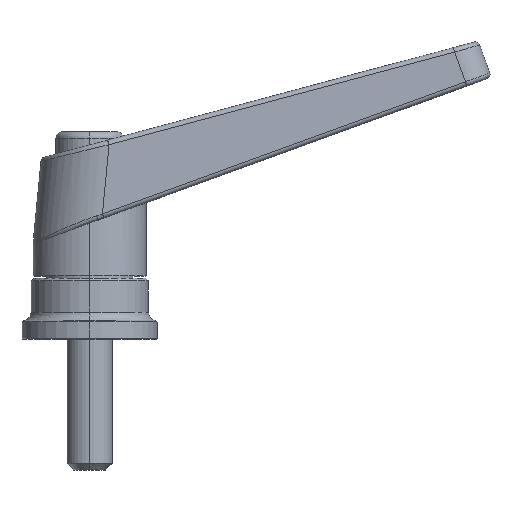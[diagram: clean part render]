
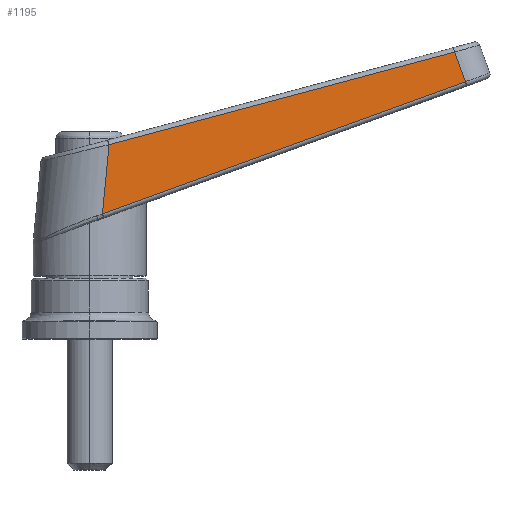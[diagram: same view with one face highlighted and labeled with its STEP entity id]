
A CAD part, top view. The second image highlights one B-rep face of the part: STEP entity #1195.
In plain terms, the highlighted planar face has unit normal (0.088, 0, 0.996).
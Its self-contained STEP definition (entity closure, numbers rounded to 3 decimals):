
#443=VERTEX_POINT('NONE',#1278);
#613=EDGE_CURVE('NONE',#1235,#443,#1464,.T.);
#661=EDGE_CURVE('NONE',#443,#1061,#1515,.T.);
#705=EDGE_CURVE('NONE',#1061,#819,#1564,.T.);
#819=VERTEX_POINT('NONE',#1690);
#1061=VERTEX_POINT('NONE',#1967);
#1195=ADVANCED_FACE('NONE',(#2117),#2118,.F.);
#1235=VERTEX_POINT('NONE',#2163);
#1245=EDGE_CURVE('NONE',#819,#1235,#2173,.T.);
#1278=CARTESIAN_POINT('',(4.301,43.094,13.174));
#1464=LINE('',#2797,#2798);
#1515=LINE('',#2966,#2967);
#1564=LINE('',#3233,#3234);
#1690=CARTESIAN_POINT('',(83.279,57.031,6.222));
#1967=CARTESIAN_POINT('',(80.883,63.614,6.433));
#2117=FACE_OUTER_BOUND('',#5232,.T.);
#2118=PLANE('',#5233);
#2163=CARTESIAN_POINT('',(2.824,27.748,13.304));
#2173=LINE('',#5440,#5441);
#2797=CARTESIAN_POINT('',(3.88,38.715,13.211));
#2798=VECTOR('',#5658,1000.0);
#2966=CARTESIAN_POINT('',(0.267,42.013,13.529));
#2967=VECTOR('',#5714,1000.0);
#3233=CARTESIAN_POINT('',(80.883,63.614,6.433));
#3234=VECTOR('',#5755,1000.0);
#5232=EDGE_LOOP('',(#6364,#6365,#6366,#6367));
#5233=AXIS2_PLACEMENT_3D('',#6368,#6369,#6370);
#5440=CARTESIAN_POINT('',(83.279,57.031,6.222));
#5441=VECTOR('',#6418,1000.0);
#5658=DIRECTION('',(0.096,0.995,-0.008));
#5714=DIRECTION('',(0.962,0.258,-0.085));
#5755=DIRECTION('',(0.342,-0.939,-0.03));
#6364=ORIENTED_EDGE('',*,*,#613,.F.);
#6365=ORIENTED_EDGE('',*,*,#1245,.F.);
#6366=ORIENTED_EDGE('',*,*,#705,.F.);
#6367=ORIENTED_EDGE('',*,*,#661,.F.);
#6368=CARTESIAN_POINT('',(1.184,85.015,13.448));
#6369=DIRECTION('',(-0.088,0.0,-0.996));
#6370=DIRECTION('',(-0.996,0.0,0.088));
#6418=DIRECTION('',(-0.936,-0.341,0.082));
